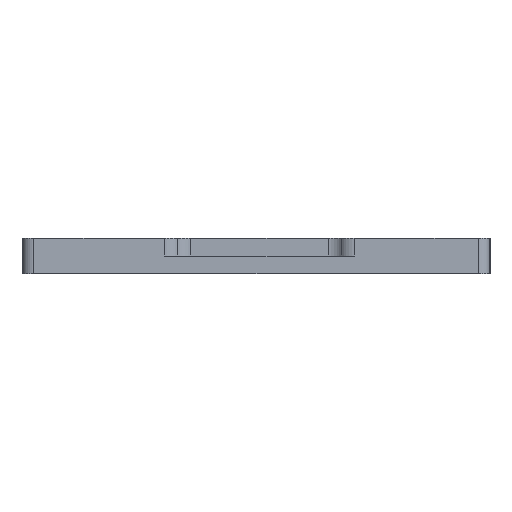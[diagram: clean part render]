
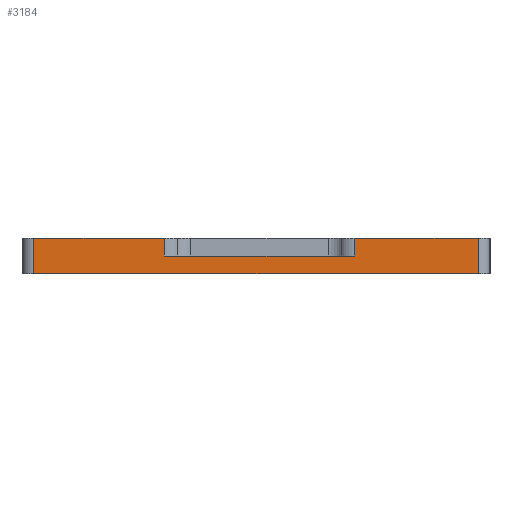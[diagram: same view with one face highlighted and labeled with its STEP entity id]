
A CAD part, left-side view. The second image highlights one B-rep face of the part: STEP entity #3184.
In plain terms, the highlighted planar face has unit normal (-1, 0, 0).
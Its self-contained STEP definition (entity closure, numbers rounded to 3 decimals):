
#109=PLANE('',#3528);
#253=FACE_OUTER_BOUND('',#434,.T.);
#434=EDGE_LOOP('',(#2698,#2699,#2700,#2701,#2702,#2703,#2704,#2705));
#628=LINE('',#5152,#912);
#642=LINE('',#5227,#926);
#706=LINE('',#5426,#990);
#708=LINE('',#5432,#992);
#709=LINE('',#5434,#993);
#710=LINE('',#5436,#994);
#711=LINE('',#5437,#995);
#712=LINE('',#5438,#996);
#912=VECTOR('',#4120,10.);
#926=VECTOR('',#4182,10.);
#990=VECTOR('',#4394,10.);
#992=VECTOR('',#4400,10.);
#993=VECTOR('',#4401,10.);
#994=VECTOR('',#4402,10.);
#995=VECTOR('',#4403,10.);
#996=VECTOR('',#4404,7.5);
#1405=VERTEX_POINT('',#5141);
#1409=VERTEX_POINT('',#5149);
#1410=VERTEX_POINT('',#5151);
#1447=VERTEX_POINT('',#5225);
#1508=VERTEX_POINT('',#5425);
#1510=VERTEX_POINT('',#5431);
#1511=VERTEX_POINT('',#5433);
#1512=VERTEX_POINT('',#5435);
#1802=EDGE_CURVE('',#1409,#1410,#628,.T.);
#1840=EDGE_CURVE('',#1447,#1405,#642,.T.);
#1940=EDGE_CURVE('',#1405,#1508,#706,.T.);
#1943=EDGE_CURVE('',#1508,#1510,#708,.T.);
#1944=EDGE_CURVE('',#1511,#1447,#709,.T.);
#1945=EDGE_CURVE('',#1511,#1512,#710,.T.);
#1946=EDGE_CURVE('',#1410,#1512,#711,.T.);
#1947=EDGE_CURVE('',#1510,#1409,#712,.T.);
#2698=ORIENTED_EDGE('',*,*,#1943,.F.);
#2699=ORIENTED_EDGE('',*,*,#1940,.F.);
#2700=ORIENTED_EDGE('',*,*,#1840,.F.);
#2701=ORIENTED_EDGE('',*,*,#1944,.F.);
#2702=ORIENTED_EDGE('',*,*,#1945,.T.);
#2703=ORIENTED_EDGE('',*,*,#1946,.F.);
#2704=ORIENTED_EDGE('',*,*,#1802,.F.);
#2705=ORIENTED_EDGE('',*,*,#1947,.F.);
#3184=ADVANCED_FACE('',(#253),#109,.T.);
#3528=AXIS2_PLACEMENT_3D('',#5430,#4398,#4399);
#4120=DIRECTION('',(0.,-1.,0.));
#4182=DIRECTION('',(0.,-1.,0.));
#4394=DIRECTION('',(0.,0.,-1.));
#4398=DIRECTION('center_axis',(-1.,0.,0.));
#4399=DIRECTION('ref_axis',(0.,-1.,0.));
#4400=DIRECTION('',(0.,-1.,0.));
#4401=DIRECTION('',(0.,0.,1.));
#4402=DIRECTION('',(0.,-1.,0.));
#4403=DIRECTION('',(0.,0.,-1.));
#4404=DIRECTION('',(0.,0.,1.));
#5141=CARTESIAN_POINT('',(-200.,39.109,15.));
#5149=CARTESIAN_POINT('',(-200.,-42.071,15.));
#5151=CARTESIAN_POINT('',(-200.,-95.,15.));
#5152=CARTESIAN_POINT('',(-200.,100.,15.));
#5225=CARTESIAN_POINT('',(-200.,95.,15.));
#5227=CARTESIAN_POINT('',(-200.,100.,15.));
#5425=CARTESIAN_POINT('',(-200.,39.109,7.5));
#5426=CARTESIAN_POINT('',(-200.,39.109,7.5));
#5430=CARTESIAN_POINT('Origin',(-200.,100.,0.));
#5431=CARTESIAN_POINT('',(-200.,-42.071,7.5));
#5432=CARTESIAN_POINT('',(-200.,50.,7.5));
#5433=CARTESIAN_POINT('',(-200.,95.,0.));
#5434=CARTESIAN_POINT('',(-200.,95.,0.));
#5435=CARTESIAN_POINT('',(-200.,-95.,0.));
#5436=CARTESIAN_POINT('',(-200.,100.,0.));
#5437=CARTESIAN_POINT('',(-200.,-95.,0.));
#5438=CARTESIAN_POINT('',(-200.,-42.071,15.));
